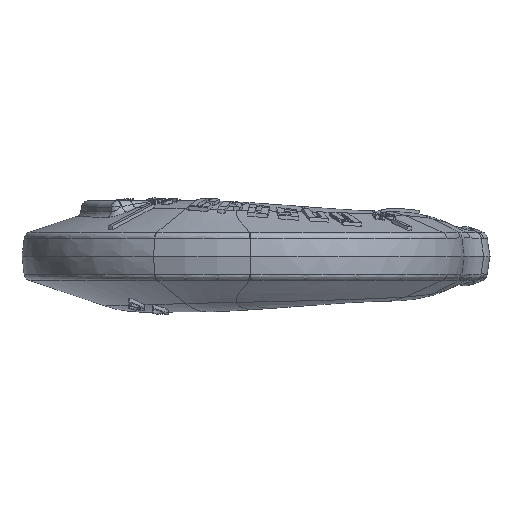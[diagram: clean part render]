
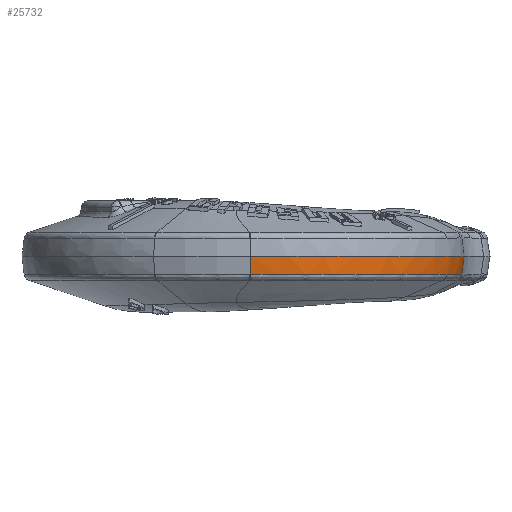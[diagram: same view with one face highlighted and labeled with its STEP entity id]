
A CAD part, front view. The second image highlights one B-rep face of the part: STEP entity #25732.
In plain terms, the highlighted conical face has half-angle 6.975 degrees and reference radius 45.727 mm.
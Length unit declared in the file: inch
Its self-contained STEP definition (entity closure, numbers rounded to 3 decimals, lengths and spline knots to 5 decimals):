
#3980=CARTESIAN_POINT('',(-0.19,-5.94909,-0.15388));
#3981=CARTESIAN_POINT('',(-0.16358,-5.9491,
-0.1538));
#3982=CARTESIAN_POINT('',(-0.11075,-5.94795,
-0.15363));
#3983=CARTESIAN_POINT('',(-0.03166,-5.94273,
-0.15338));
#3984=CARTESIAN_POINT('',(0.04713,-5.93401,
-0.15315));
#3985=CARTESIAN_POINT('',(0.12543,-5.92181,
-0.15292));
#3986=CARTESIAN_POINT('',(0.20313,-5.90616,
-0.1527));
#3987=CARTESIAN_POINT('',(0.28005,-5.88709,
-0.1525));
#3988=CARTESIAN_POINT('',(0.35604,-5.86464,
-0.15232));
#3989=CARTESIAN_POINT('',(0.43098,-5.83885,
-0.15216));
#3990=CARTESIAN_POINT('',(0.50469,-5.80977,
-0.15201));
#3991=CARTESIAN_POINT('',(0.57704,-5.77746,
-0.15189));
#3992=CARTESIAN_POINT('',(0.64789,-5.74198,
-0.15179));
#3993=CARTESIAN_POINT('',(0.7171,-5.7034,
-0.15171));
#3994=CARTESIAN_POINT('',(0.78454,-5.6618,
-0.15165));
#3995=CARTESIAN_POINT('',(0.85007,-5.61725,
-0.15162));
#3996=CARTESIAN_POINT('',(0.91356,-5.56985,
-0.15161));
#3997=CARTESIAN_POINT('',(0.97489,-5.51969,
-0.15163));
#3998=CARTESIAN_POINT('',(1.03394,-5.46687,
-0.15167));
#3999=CARTESIAN_POINT('',(1.09059,-5.41148,
-0.15174));
#4000=CARTESIAN_POINT('',(1.14473,-5.35365,
-0.15185));
#4001=CARTESIAN_POINT('',(1.19626,-5.29348,
-0.15198));
#4002=CARTESIAN_POINT('',(1.24508,-5.23109,
-0.15214));
#4003=CARTESIAN_POINT('',(1.29109,-5.1666,
-0.15233));
#4004=CARTESIAN_POINT('',(1.33421,-5.10013,
-0.15255));
#4005=CARTESIAN_POINT('',(1.37435,-5.03181,
-0.1528));
#4006=CARTESIAN_POINT('',(1.41143,-4.96177,
-0.15306));
#4007=CARTESIAN_POINT('',(1.44538,-4.89016,
-0.15334));
#4008=CARTESIAN_POINT('',(1.46588,-4.84145,
-0.15352));
#4009=CARTESIAN_POINT('',(1.47559,-4.81687,
-0.15362));
#4046=DIRECTION('',(0.,0.121,-0.993));
#4047=VECTOR('',#4046,0.15503);
#4048=CARTESIAN_POINT('',(-0.19,-5.96792,0.));
#4049=LINE('',#4048,#4047);
#4050=CARTESIAN_POINT('',(-0.19,-4.15792,0.));
#4051=DIRECTION('',(0.,0.,1.));
#4052=DIRECTION('',(0.,-1.,0.));
#4053=AXIS2_PLACEMENT_3D('',#4050,#4051,#4052);
#4055=CARTESIAN_POINT('',(1.47559,-4.81687,
-0.15362));
#4056=CARTESIAN_POINT('',(1.48478,-4.79361,
-0.15371));
#4057=CARTESIAN_POINT('',(1.50219,-4.74671,
-0.1539));
#4058=CARTESIAN_POINT('',(1.52532,-4.67532,
-0.15424));
#4059=CARTESIAN_POINT('',(1.54543,-4.60302,
-0.15465));
#4060=CARTESIAN_POINT('',(1.56249,-4.52998,
-0.15511));
#4061=CARTESIAN_POINT('',(1.57646,-4.45628,
-0.15565));
#4062=CARTESIAN_POINT('',(1.58732,-4.38209,
-0.15626));
#4063=CARTESIAN_POINT('',(1.59506,-4.30754,
-0.15696));
#4064=CARTESIAN_POINT('',(1.59966,-4.23276,
-0.15774));
#4065=CARTESIAN_POINT('',(1.60063,-4.18286,
-0.15834));
#4066=CARTESIAN_POINT('',(1.60059,-4.15792,
-0.15866));
#4086=CARTESIAN_POINT('',(1.60059,-4.15792,
-0.15866));
#4105=DIRECTION('',(-0.121,0.,-0.993));
#4106=VECTOR('',#4105,0.15984);
#4107=CARTESIAN_POINT('',(1.62,-4.15792,0.));
#4108=LINE('',#4107,#4106);
#14213=CARTESIAN_POINT('',(-0.19,-5.96792,0.));
#14214=CARTESIAN_POINT('',(1.62,-4.15792,0.));
#14215=VERTEX_POINT('',#14213);
#14216=VERTEX_POINT('',#14214);
#14877=VERTEX_POINT('',#4086);
#14879=VERTEX_POINT('',#4055);
#14881=VERTEX_POINT('',#3980);
#25717=CARTESIAN_POINT('',(-0.19,-4.15792,-0.07933));
#25718=DIRECTION('',(0.,0.,1.));
#25719=DIRECTION('',(0.,1.,0.));
#25720=AXIS2_PLACEMENT_3D('',#25717,#25718,#25719);
#25721=CONICAL_SURFACE('',#25720,1.80029,6.975);
#25723=ORIENTED_EDGE('',*,*,#25722,.F.);
#25724=ORIENTED_EDGE('',*,*,#25707,.F.);
#25725=ORIENTED_EDGE('',*,*,#25538,.F.);
#25727=ORIENTED_EDGE('',*,*,#25726,.T.);
#25729=ORIENTED_EDGE('',*,*,#25728,.T.);
#25730=EDGE_LOOP('',(#25723,#25724,#25725,#25727,#25729));
#25731=FACE_OUTER_BOUND('',#25730,.F.);
#25732=ADVANCED_FACE('',(#25731),#25721,.T.);
#4010=B_SPLINE_CURVE_WITH_KNOTS('',3,(#3980,#3981,#3982,#3983,#3984,#3985,#3986,
#3987,#3988,#3989,#3990,#3991,#3992,#3993,#3994,#3995,#3996,#3997,#3998,#3999,
#4000,#4001,#4002,#4003,#4004,#4005,#4006,#4007,#4008,#4009),.UNSPECIFIED.,.F.,
.F.,(4,1,1,1,1,1,1,1,1,1,1,1,1,1,1,1,1,1,1,1,1,1,1,1,1,1,1,4),(0.,
0.03704,0.07407,0.11111,0.14815,
0.18519,0.22222,0.25926,0.2963,
0.33333,0.37037,0.40741,0.44444,
0.48148,0.51852,0.55556,0.59259,
0.62963,0.66667,0.7037,0.74074,
0.77778,0.81481,0.85185,0.88889,
0.92593,0.96296,1.),.UNSPECIFIED.);
#4054=CIRCLE('',#4053,1.81);
#4067=B_SPLINE_CURVE_WITH_KNOTS('',3,(#4055,#4056,#4057,#4058,#4059,#4060,#4061,
#4062,#4063,#4064,#4065,#4066),.UNSPECIFIED.,.F.,.F.,(4,1,1,1,1,1,1,1,1,4),
(0.,0.11111,0.22222,0.33333,0.44444,
0.55556,0.66667,0.77778,0.88889,1.),
.UNSPECIFIED.);
#25538=EDGE_CURVE('',#14215,#14881,#4049,.T.);
#25707=EDGE_CURVE('',#14881,#14879,#4010,.T.);
#25722=EDGE_CURVE('',#14879,#14877,#4067,.T.);
#25726=EDGE_CURVE('',#14215,#14216,#4054,.T.);
#25728=EDGE_CURVE('',#14216,#14877,#4108,.T.);
